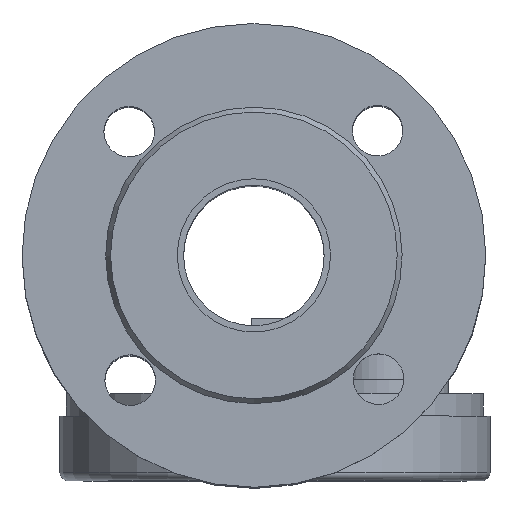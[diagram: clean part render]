
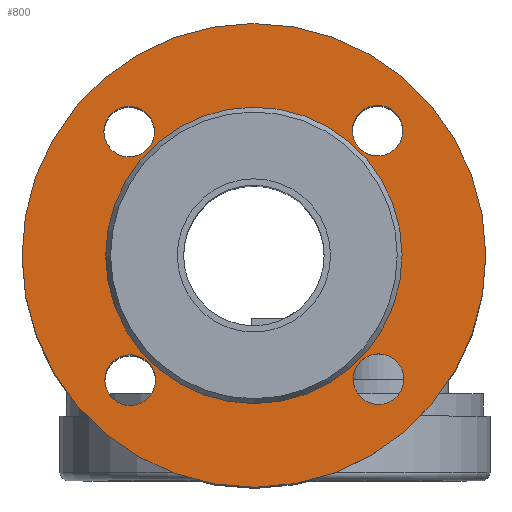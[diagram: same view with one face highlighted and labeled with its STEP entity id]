
A CAD part, top view. The second image highlights one B-rep face of the part: STEP entity #800.
In plain terms, the highlighted face is planar.
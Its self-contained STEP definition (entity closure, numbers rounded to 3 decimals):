
#800 = ADVANCED_FACE( '', ( #1643, #1644, #1645, #1646, #1647, #1648 ), #1649, .F. );
#1643 = FACE_OUTER_BOUND( '', #2636, .T. );
#1644 = FACE_BOUND( '', #2637, .T. );
#1645 = FACE_BOUND( '', #2638, .T. );
#1646 = FACE_BOUND( '', #2639, .T. );
#1647 = FACE_BOUND( '', #2640, .T. );
#1648 = FACE_BOUND( '', #2641, .T. );
#1649 = PLANE( '', #2642 );
#2636 = EDGE_LOOP( '', ( #4459 ) );
#2637 = EDGE_LOOP( '', ( #4460 ) );
#2638 = EDGE_LOOP( '', ( #4461 ) );
#2639 = EDGE_LOOP( '', ( #4462 ) );
#2640 = EDGE_LOOP( '', ( #4463 ) );
#2641 = EDGE_LOOP( '', ( #4464 ) );
#2642 = AXIS2_PLACEMENT_3D( '', #4465, #4466, #4467 );
#4459 = ORIENTED_EDGE( '', *, *, #6456, .F. );
#4460 = ORIENTED_EDGE( '', *, *, #6312, .F. );
#4461 = ORIENTED_EDGE( '', *, *, #6289, .F. );
#4462 = ORIENTED_EDGE( '', *, *, #6214, .T. );
#4463 = ORIENTED_EDGE( '', *, *, #6457, .F. );
#4464 = ORIENTED_EDGE( '', *, *, #6458, .F. );
#4465 = CARTESIAN_POINT( '', ( 52.732, 0., 3. ) );
#4466 = DIRECTION( '', ( 0., 0., 1. ) );
#4467 = DIRECTION( '', ( 1., 0., 0. ) );
#6214 = EDGE_CURVE( '', #7385, #7385, #7386, .T. );
#6289 = EDGE_CURVE( '', #7500, #7500, #7501, .F. );
#6312 = EDGE_CURVE( '', #7540, #7540, #7541, .F. );
#6456 = EDGE_CURVE( '', #7756, #7756, #7757, .T. );
#6457 = EDGE_CURVE( '', #7758, #7758, #7759, .F. );
#6458 = EDGE_CURVE( '', #7760, #7760, #7761, .F. );
#7385 = VERTEX_POINT( '', #9369 );
#7386 = CIRCLE( '', #9370, 52.732 );
#7500 = VERTEX_POINT( '', #9596 );
#7501 = CIRCLE( '', #9597, 9. );
#7540 = VERTEX_POINT( '', #9652 );
#7541 = CIRCLE( '', #9653, 9. );
#7756 = VERTEX_POINT( '', #10127 );
#7757 = CIRCLE( '', #10128, 82.5 );
#7758 = VERTEX_POINT( '', #10129 );
#7759 = CIRCLE( '', #10130, 9. );
#7760 = VERTEX_POINT( '', #10131 );
#7761 = CIRCLE( '', #10132, 9. );
#9369 = CARTESIAN_POINT( '', ( 52.732, 0., 3. ) );
#9370 = AXIS2_PLACEMENT_3D( '', #11240, #11241, #11242 );
#9596 = CARTESIAN_POINT( '', ( -35.194, 44.194, 3. ) );
#9597 = AXIS2_PLACEMENT_3D( '', #11308, #11309, #11310 );
#9652 = CARTESIAN_POINT( '', ( 53.194, -44.194, 3. ) );
#9653 = AXIS2_PLACEMENT_3D( '', #11332, #11333, #11334 );
#10127 = CARTESIAN_POINT( '', ( 82.5, 0., 3. ) );
#10128 = AXIS2_PLACEMENT_3D( '', #11431, #11432, #11433 );
#10129 = CARTESIAN_POINT( '', ( -35.194, -44.194, 3. ) );
#10130 = AXIS2_PLACEMENT_3D( '', #11434, #11435, #11436 );
#10131 = CARTESIAN_POINT( '', ( 53.194, 44.194, 3. ) );
#10132 = AXIS2_PLACEMENT_3D( '', #11437, #11438, #11439 );
#11240 = CARTESIAN_POINT( '', ( 0., 0., 3. ) );
#11241 = DIRECTION( '', ( 0., 0., 1. ) );
#11242 = DIRECTION( '', ( 1., 0., 0. ) );
#11308 = CARTESIAN_POINT( '', ( -44.194, 44.194, 3. ) );
#11309 = DIRECTION( '', ( 0., 0., 1. ) );
#11310 = DIRECTION( '', ( 1., 0., 0. ) );
#11332 = CARTESIAN_POINT( '', ( 44.194, -44.194, 3. ) );
#11333 = DIRECTION( '', ( 0., 0., 1. ) );
#11334 = DIRECTION( '', ( 1., 0., 0. ) );
#11431 = CARTESIAN_POINT( '', ( 0., 0., 3. ) );
#11432 = DIRECTION( '', ( 0., 0., 1. ) );
#11433 = DIRECTION( '', ( 1., 0., 0. ) );
#11434 = CARTESIAN_POINT( '', ( -44.194, -44.194, 3. ) );
#11435 = DIRECTION( '', ( 0., 0., 1. ) );
#11436 = DIRECTION( '', ( 1., 0., 0. ) );
#11437 = CARTESIAN_POINT( '', ( 44.194, 44.194, 3. ) );
#11438 = DIRECTION( '', ( 0., 0., 1. ) );
#11439 = DIRECTION( '', ( 1., 0., 0. ) );
